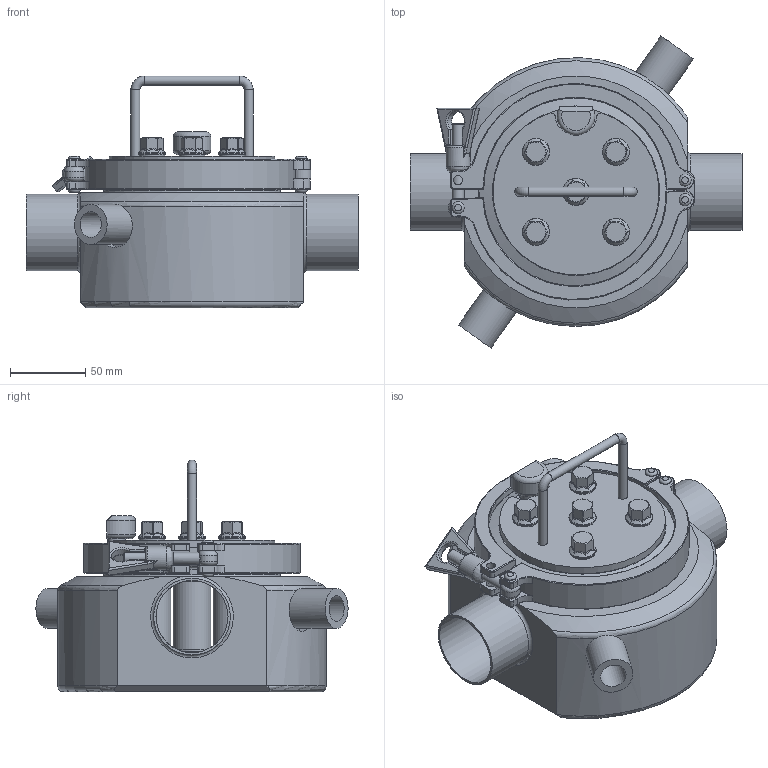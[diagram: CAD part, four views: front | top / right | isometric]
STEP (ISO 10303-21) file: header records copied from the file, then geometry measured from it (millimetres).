
FILE_DESCRIPTION(/* description */ (''),/* implementation_level */ '2;1');
FILE_NAME(/* name */ 'E0146649.stp',/* time_stamp */ '2022-01-20T14:51:01+01:00',/* author */ ('avd'),/* organization */ (''),/* preprocessor_version */ 'ST-DEVELOPER v18.1',/* originating_system */ 'Autodesk Inventor 2021',/* authorisation */ '');
FILE_SCHEMA (('CONFIG_CONTROL_DESIGN'));
Length unit declared in the file: millimetre
Products named in the file (1): Part40
Bounding box: 220 x 206.88 x 153.6 mm (x, y, z)
Volume: 1091529.3 mm3; surface area: 353695.2 mm2
Topology: 1 solids, 13 shells, 720 faces, 1725 edges, 1037 vertices
Faces by surface type: cylinder 247, plane 218, torus 98, bspline 81, cone 76
Full cylindrical faces by diameter (mm): 0.01 x8, 4.134 x1, 6 x7, 6.1 x9, 6.647 x5, 8 x13, 8.2 x5, 9 x5, 10.25 x1, 12 x1, 13.7 x2, 14 x2, 16 x1, 16.9 x5, 17.294 x2, 18 x5, 20 x2, 24 x5, 24.8 x5, 25 x5, 26.5 x2, 35 x1, 35.2 x1, 47.8 x2, 50.8 x2, 106.6 x1, 107.4 x1, 109.7 x1, 117 x1
Entity records: 24867 total; most frequent: CARTESIAN_POINT 7914, DIRECTION 3395, ORIENTED_EDGE 3362, EDGE_CURVE 1681, AXIS2_PLACEMENT_3D 1456, VERTEX_POINT 1037, EDGE_LOOP 820, CIRCLE 802
